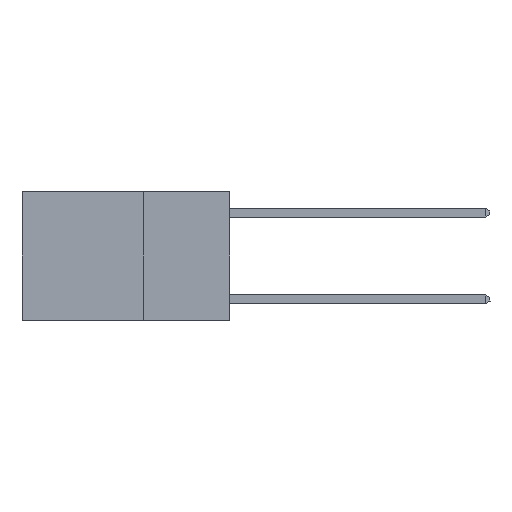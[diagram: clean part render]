
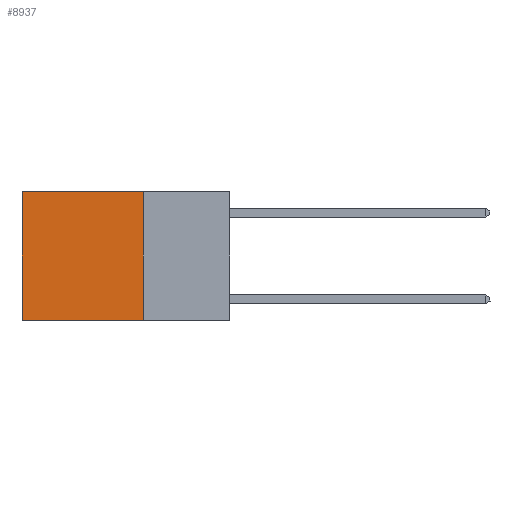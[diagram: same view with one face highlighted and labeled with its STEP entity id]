
A CAD part, left-side view. The second image highlights one B-rep face of the part: STEP entity #8937.
In plain terms, the highlighted planar face has unit normal (-1, 0, 0).
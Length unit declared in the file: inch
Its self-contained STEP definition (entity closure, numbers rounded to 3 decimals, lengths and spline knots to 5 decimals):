
#1779 = VECTOR ( 'NONE', #8432, 39.37008 ) ;
#2105 = LINE ( 'NONE', #8738, #10171 ) ;
#2201 = PLANE ( 'NONE',  #5569 ) ;
#2894 = FACE_OUTER_BOUND ( 'NONE', #15240, .T. ) ;
#3146 = ORIENTED_EDGE ( 'NONE', *, *, #4181, .T. ) ;
#3497 = VECTOR ( 'NONE', #10860, 39.37008 ) ;
#4181 = EDGE_CURVE ( 'NONE', #16385, #11802, #4694, .T. ) ;
#4231 = DIRECTION ( 'NONE',  ( 0., 1., 0. ) ) ;
#4694 = LINE ( 'NONE', #10775, #3497 ) ;
#5569 = AXIS2_PLACEMENT_3D ( 'NONE', #14882, #19769, #12020 ) ;
#5976 = CARTESIAN_POINT ( 'NONE',  ( 0.2625, 0.25, 0. ) ) ;
#7806 = EDGE_CURVE ( 'NONE', #14396, #11802, #10805, .T. ) ;
#8010 = ORIENTED_EDGE ( 'NONE', *, *, #7806, .F. ) ;
#8432 = DIRECTION ( 'NONE',  ( 0., 1., 0. ) ) ;
#8641 = CARTESIAN_POINT ( 'NONE',  ( 0.2625, 0.6, -0.37 ) ) ;
#8738 = CARTESIAN_POINT ( 'NONE',  ( 0.2625, 0.25, 0. ) ) ;
#8937 = ADVANCED_FACE ( 'NONE', ( #2894 ), #2201, .F. ) ;
#9242 = ORIENTED_EDGE ( 'NONE', *, *, #9936, .T. ) ;
#9668 = CARTESIAN_POINT ( 'NONE',  ( 0.2625, 0.25, -0.37 ) ) ;
#9936 = EDGE_CURVE ( 'NONE', #14859, #16385, #11432, .T. ) ;
#10171 = VECTOR ( 'NONE', #19651, 39.37008 ) ;
#10775 = CARTESIAN_POINT ( 'NONE',  ( 0.2625, 0.6, 0. ) ) ;
#10805 = LINE ( 'NONE', #19488, #1779 ) ;
#10860 = DIRECTION ( 'NONE',  ( 0., 0., -1. ) ) ;
#11432 = LINE ( 'NONE', #18176, #13120 ) ;
#11802 = VERTEX_POINT ( 'NONE', #8641 ) ;
#12020 = DIRECTION ( 'NONE',  ( 0., 0., -1. ) ) ;
#12982 = EDGE_CURVE ( 'NONE', #14859, #14396, #2105, .T. ) ;
#13120 = VECTOR ( 'NONE', #4231, 39.37008 ) ;
#14396 = VERTEX_POINT ( 'NONE', #9668 ) ;
#14859 = VERTEX_POINT ( 'NONE', #5976 ) ;
#14882 = CARTESIAN_POINT ( 'NONE',  ( 0.2625, 0.25, 0. ) ) ;
#15240 = EDGE_LOOP ( 'NONE', ( #3146, #8010, #17157, #9242 ) ) ;
#16385 = VERTEX_POINT ( 'NONE', #17554 ) ;
#17157 = ORIENTED_EDGE ( 'NONE', *, *, #12982, .F. ) ;
#17554 = CARTESIAN_POINT ( 'NONE',  ( 0.2625, 0.6, 0. ) ) ;
#18176 = CARTESIAN_POINT ( 'NONE',  ( 0.2625, 0.25, 0. ) ) ;
#19488 = CARTESIAN_POINT ( 'NONE',  ( 0.2625, 0.25, -0.37 ) ) ;
#19651 = DIRECTION ( 'NONE',  ( 0., 0., -1. ) ) ;
#19769 = DIRECTION ( 'NONE',  ( 1., 0., 0. ) ) ;
